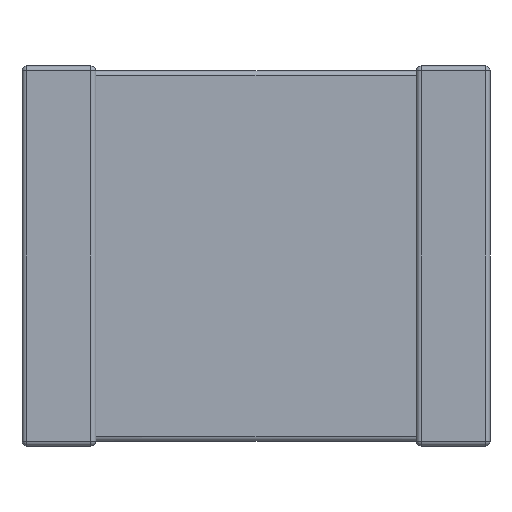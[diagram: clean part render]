
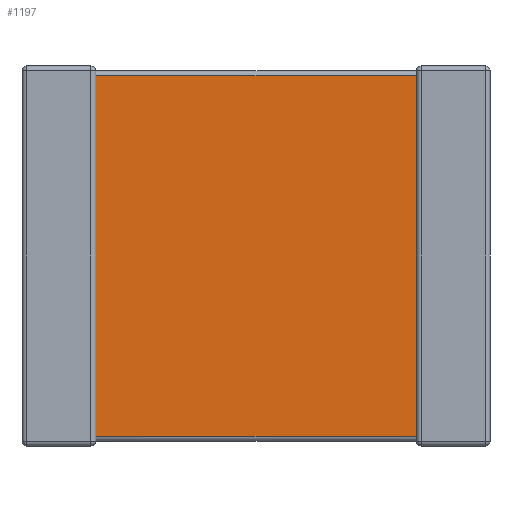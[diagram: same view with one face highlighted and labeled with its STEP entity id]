
A CAD part, front view. The second image highlights one B-rep face of the part: STEP entity #1197.
In plain terms, the highlighted planar face has unit normal (0, -1, 0).
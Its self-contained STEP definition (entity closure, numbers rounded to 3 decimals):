
#48 = VERTEX_POINT ( 'NONE', #6954 ) ;
#55 = VECTOR ( 'NONE', #651, 1000. ) ;
#424 = FACE_OUTER_BOUND ( 'NONE', #2724, .T. ) ;
#651 = DIRECTION ( 'NONE',  ( -1., 0., 0. ) ) ;
#745 = DIRECTION ( 'NONE',  ( 1., 0., 0. ) ) ;
#965 = DIRECTION ( 'NONE',  ( 0., -1., 0. ) ) ;
#1197 = ADVANCED_FACE ( 'NONE', ( #424 ), #2634, .T. ) ;
#1282 = CARTESIAN_POINT ( 'NONE',  ( 5.6, 0.07, -5.26 ) ) ;
#1734 = VECTOR ( 'NONE', #745, 1000. ) ;
#1737 = DIRECTION ( 'NONE',  ( 0., 0., 1. ) ) ;
#1959 = VERTEX_POINT ( 'NONE', #4686 ) ;
#2145 = VERTEX_POINT ( 'NONE', #6773 ) ;
#2177 = ORIENTED_EDGE ( 'NONE', *, *, #3673, .F. ) ;
#2310 = LINE ( 'NONE', #6864, #6719 ) ;
#2634 = PLANE ( 'NONE',  #6947 ) ;
#2724 = EDGE_LOOP ( 'NONE', ( #2177, #6451, #4343, #3837 ) ) ;
#3488 = LINE ( 'NONE', #5746, #55 ) ;
#3673 = EDGE_CURVE ( 'NONE', #1959, #2145, #2310, .T. ) ;
#3680 = CARTESIAN_POINT ( 'NONE',  ( 1.05, 0.07, -5.4 ) ) ;
#3732 = EDGE_CURVE ( 'NONE', #4156, #48, #5451, .T. ) ;
#3837 = ORIENTED_EDGE ( 'NONE', *, *, #5408, .T. ) ;
#4156 = VERTEX_POINT ( 'NONE', #4396 ) ;
#4343 = ORIENTED_EDGE ( 'NONE', *, *, #3732, .T. ) ;
#4396 = CARTESIAN_POINT ( 'NONE',  ( 5.6, 0.07, -5.26 ) ) ;
#4686 = CARTESIAN_POINT ( 'NONE',  ( 1.05, 0.07, -5.26 ) ) ;
#4730 = LINE ( 'NONE', #1282, #1734 ) ;
#4948 = DIRECTION ( 'NONE',  ( 1., 0., 0. ) ) ;
#5306 = CARTESIAN_POINT ( 'NONE',  ( 5.6, 0.07, -5.4 ) ) ;
#5408 = EDGE_CURVE ( 'NONE', #48, #2145, #3488, .T. ) ;
#5451 = LINE ( 'NONE', #5306, #6239 ) ;
#5692 = EDGE_CURVE ( 'NONE', #1959, #4156, #4730, .T. ) ;
#5746 = CARTESIAN_POINT ( 'NONE',  ( 1.05, 0.07, -0.14 ) ) ;
#6239 = VECTOR ( 'NONE', #6439, 1000. ) ;
#6439 = DIRECTION ( 'NONE',  ( 0., 0., 1. ) ) ;
#6451 = ORIENTED_EDGE ( 'NONE', *, *, #5692, .T. ) ;
#6719 = VECTOR ( 'NONE', #1737, 1000. ) ;
#6773 = CARTESIAN_POINT ( 'NONE',  ( 1.05, 0.07, -0.14 ) ) ;
#6864 = CARTESIAN_POINT ( 'NONE',  ( 1.05, 0.07, -5.4 ) ) ;
#6947 = AXIS2_PLACEMENT_3D ( 'NONE', #3680, #965, #4948 ) ;
#6954 = CARTESIAN_POINT ( 'NONE',  ( 5.6, 0.07, -0.14 ) ) ;
